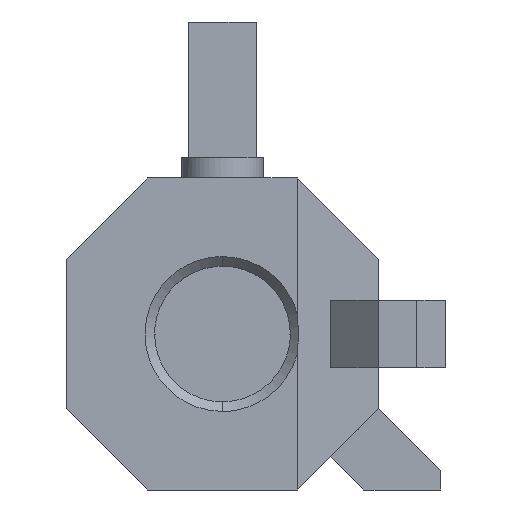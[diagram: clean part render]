
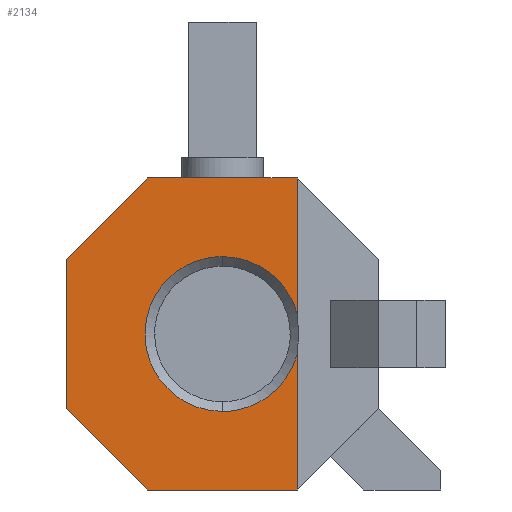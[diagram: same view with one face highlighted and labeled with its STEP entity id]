
A CAD part, left-side view. The second image highlights one B-rep face of the part: STEP entity #2134.
In plain terms, the highlighted free-form (B-spline) face has degree [1, 1] with [2, 2] control points.
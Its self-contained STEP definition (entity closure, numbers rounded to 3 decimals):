
#1760 = VERTEX_POINT('',#1761);
#1761 = CARTESIAN_POINT('',(-11.073,0.,5.495));
#1766 = EDGE_CURVE('',#1760,#1767,#1769,.T.);
#1767 = VERTEX_POINT('',#1768);
#1768 = CARTESIAN_POINT('',(-11.073,-5.296,
    1.467));
#1769 = ( BOUNDED_CURVE() B_SPLINE_CURVE(2,(#1770,#1771,#1772),
.UNSPECIFIED.,.F.,.F.) B_SPLINE_CURVE_WITH_KNOTS((3,3),(3.142,
4.442),.PIECEWISE_BEZIER_KNOTS.) CURVE() 
GEOMETRIC_REPRESENTATION_ITEM() RATIONAL_B_SPLINE_CURVE((1.,
0.796,1.)) REPRESENTATION_ITEM('') );
#1770 = CARTESIAN_POINT('',(-11.073,0.,
    5.495));
#1771 = CARTESIAN_POINT('',(-11.073,-4.18,
    5.495));
#1772 = CARTESIAN_POINT('',(-11.073,-5.296,
    1.467));
#1775 = VERTEX_POINT('',#1776);
#1776 = CARTESIAN_POINT('',(-11.073,-5.296,
    -1.467));
#1785 = EDGE_CURVE('',#1775,#1786,#1788,.T.);
#1786 = VERTEX_POINT('',#1787);
#1787 = CARTESIAN_POINT('',(-11.073,0.,
    -5.495));
#1788 = ( BOUNDED_CURVE() B_SPLINE_CURVE(2,(#1789,#1790,#1791),
.UNSPECIFIED.,.F.,.F.) B_SPLINE_CURVE_WITH_KNOTS((3,3),(4.983,
6.283),.PIECEWISE_BEZIER_KNOTS.) CURVE() 
GEOMETRIC_REPRESENTATION_ITEM() RATIONAL_B_SPLINE_CURVE((1.,
0.796,1.)) REPRESENTATION_ITEM('') );
#1789 = CARTESIAN_POINT('',(-11.073,-5.296,
    -1.467));
#1790 = CARTESIAN_POINT('',(-11.073,-4.18,
    -5.495));
#1791 = CARTESIAN_POINT('',(-11.073,0.,
    -5.495));
#1953 = VERTEX_POINT('',#1954);
#1954 = CARTESIAN_POINT('',(-11.073,-5.296,
    -11.073));
#2134 = ADVANCED_FACE('',(#2135),#2192,.T.);
#2135 = FACE_BOUND('',#2136,.T.);
#2136 = EDGE_LOOP('',(#2137,#2144,#2149,#2150,#2158,#2159,#2166,#2173,
    #2180,#2187));
#2137 = ORIENTED_EDGE('',*,*,#2138,.T.);
#2138 = EDGE_CURVE('',#2139,#1953,#2141,.T.);
#2139 = VERTEX_POINT('',#2140);
#2140 = CARTESIAN_POINT('',(-11.073,5.296,
    -11.073));
#2141 = B_SPLINE_CURVE_WITH_KNOTS('',1,(#2142,#2143),.UNSPECIFIED.,.F.,
  .F.,(2,2),(-17.,-6.),.PIECEWISE_BEZIER_KNOTS.);
#2142 = CARTESIAN_POINT('',(-11.073,5.296,
    -11.073));
#2143 = CARTESIAN_POINT('',(-11.073,-5.296,
    -11.073));
#2144 = ORIENTED_EDGE('',*,*,#2145,.T.);
#2145 = EDGE_CURVE('',#1953,#1775,#2146,.T.);
#2146 = B_SPLINE_CURVE_WITH_KNOTS('',1,(#2147,#2148),.UNSPECIFIED.,.F.,
  .F.,(2,2),(-11.5,-1.524),.PIECEWISE_BEZIER_KNOTS.);
#2147 = CARTESIAN_POINT('',(-11.073,-5.296,
    -11.073));
#2148 = CARTESIAN_POINT('',(-11.073,-5.296,
    -1.467));
#2149 = ORIENTED_EDGE('',*,*,#1785,.T.);
#2150 = ORIENTED_EDGE('',*,*,#2151,.T.);
#2151 = EDGE_CURVE('',#1786,#1760,#2152,.T.);
#2152 = ( BOUNDED_CURVE() B_SPLINE_CURVE(2,(#2153,#2154,#2155,#2156,
#2157),.UNSPECIFIED.,.F.,.F.) B_SPLINE_CURVE_WITH_KNOTS((3,2,3),(0.,
1.571,3.142),.PIECEWISE_BEZIER_KNOTS.) CURVE() 
GEOMETRIC_REPRESENTATION_ITEM() RATIONAL_B_SPLINE_CURVE((1.,
0.707,1.,0.707,1.)) REPRESENTATION_ITEM('') );
#2153 = CARTESIAN_POINT('',(-11.073,0.,-5.495));
#2154 = CARTESIAN_POINT('',(-11.073,5.495,
    -5.495));
#2155 = CARTESIAN_POINT('',(-11.073,5.495,
    0.));
#2156 = CARTESIAN_POINT('',(-11.073,5.495,
    5.495));
#2157 = CARTESIAN_POINT('',(-11.073,0.,
    5.495));
#2158 = ORIENTED_EDGE('',*,*,#1766,.T.);
#2159 = ORIENTED_EDGE('',*,*,#2160,.T.);
#2160 = EDGE_CURVE('',#1767,#2161,#2163,.T.);
#2161 = VERTEX_POINT('',#2162);
#2162 = CARTESIAN_POINT('',(-11.073,-5.296,
    11.073));
#2163 = B_SPLINE_CURVE_WITH_KNOTS('',1,(#2164,#2165),.UNSPECIFIED.,.F.,
  .F.,(2,2),(1.524,11.5),.PIECEWISE_BEZIER_KNOTS.);
#2164 = CARTESIAN_POINT('',(-11.073,-5.296,
    1.467));
#2165 = CARTESIAN_POINT('',(-11.073,-5.296,
    11.073));
#2166 = ORIENTED_EDGE('',*,*,#2167,.T.);
#2167 = EDGE_CURVE('',#2161,#2168,#2170,.T.);
#2168 = VERTEX_POINT('',#2169);
#2169 = CARTESIAN_POINT('',(-11.073,5.296,
    11.073));
#2170 = B_SPLINE_CURVE_WITH_KNOTS('',1,(#2171,#2172),.UNSPECIFIED.,.F.,
  .F.,(2,2),(6.,17.),.PIECEWISE_BEZIER_KNOTS.);
#2171 = CARTESIAN_POINT('',(-11.073,-5.296,
    11.073));
#2172 = CARTESIAN_POINT('',(-11.073,5.296,
    11.073));
#2173 = ORIENTED_EDGE('',*,*,#2174,.T.);
#2174 = EDGE_CURVE('',#2168,#2175,#2177,.T.);
#2175 = VERTEX_POINT('',#2176);
#2176 = CARTESIAN_POINT('',(-11.073,11.073,
    5.296));
#2177 = B_SPLINE_CURVE_WITH_KNOTS('',1,(#2178,#2179),.UNSPECIFIED.,.F.,
  .F.,(2,2),(-8.278,0.207),.PIECEWISE_BEZIER_KNOTS.);
#2178 = CARTESIAN_POINT('',(-11.073,5.296,
    11.073));
#2179 = CARTESIAN_POINT('',(-11.073,11.073,
    5.296));
#2180 = ORIENTED_EDGE('',*,*,#2181,.T.);
#2181 = EDGE_CURVE('',#2175,#2182,#2184,.T.);
#2182 = VERTEX_POINT('',#2183);
#2183 = CARTESIAN_POINT('',(-11.073,11.073,
    -5.296));
#2184 = B_SPLINE_CURVE_WITH_KNOTS('',1,(#2185,#2186),.UNSPECIFIED.,.F.,
  .F.,(2,2),(-17.,-6.),.PIECEWISE_BEZIER_KNOTS.);
#2185 = CARTESIAN_POINT('',(-11.073,11.073,
    5.296));
#2186 = CARTESIAN_POINT('',(-11.073,11.073,
    -5.296));
#2187 = ORIENTED_EDGE('',*,*,#2188,.T.);
#2188 = EDGE_CURVE('',#2182,#2139,#2189,.T.);
#2189 = B_SPLINE_CURVE_WITH_KNOTS('',1,(#2190,#2191),.UNSPECIFIED.,.F.,
  .F.,(2,2),(-0.207,8.278),.PIECEWISE_BEZIER_KNOTS.);
#2190 = CARTESIAN_POINT('',(-11.073,11.073,
    -5.296));
#2191 = CARTESIAN_POINT('',(-11.073,5.296,
    -11.073));
#2192 = B_SPLINE_SURFACE_WITH_KNOTS('',1,1,(
    (#2193,#2194)
    ,(#2195,#2196
    )),.UNSPECIFIED.,.F.,.F.,.F.,(2,2),(2,2),(-11.5,11.5),(
    -11.207,5.793),.PIECEWISE_BEZIER_KNOTS.);
#2193 = CARTESIAN_POINT('',(-11.073,-5.296,
    -11.073));
#2194 = CARTESIAN_POINT('',(-11.073,11.073,
    -11.073));
#2195 = CARTESIAN_POINT('',(-11.073,-5.296,
    11.073));
#2196 = CARTESIAN_POINT('',(-11.073,11.073,
    11.073));
